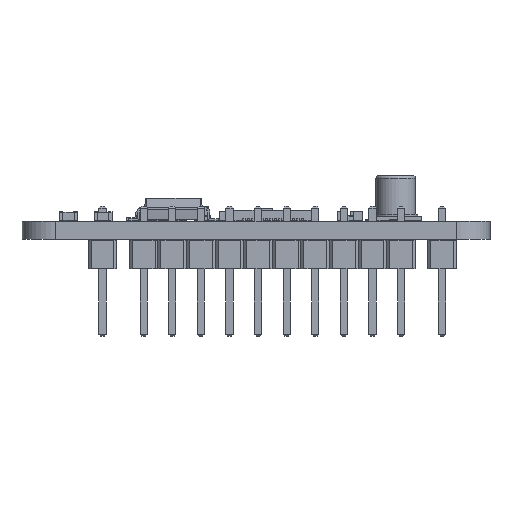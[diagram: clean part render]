
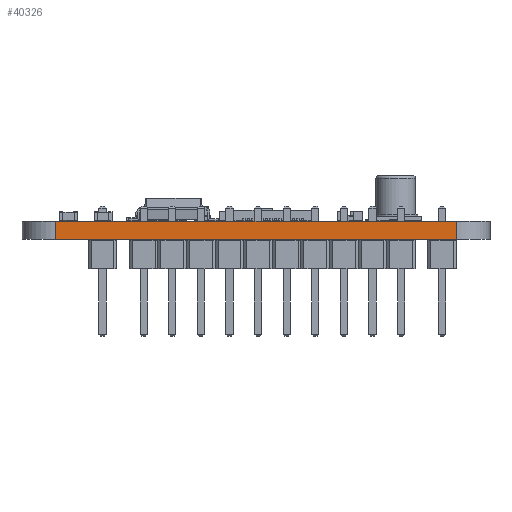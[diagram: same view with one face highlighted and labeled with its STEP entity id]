
A CAD part, left-side view. The second image highlights one B-rep face of the part: STEP entity #40326.
In plain terms, the highlighted planar face has unit normal (-1, 0, 0).
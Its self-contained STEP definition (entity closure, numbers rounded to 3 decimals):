
#39134 = VERTEX_POINT('',#39135);
#39135 = CARTESIAN_POINT('',(118.001,-88.903,0.));
#39142 = EDGE_CURVE('',#39134,#39143,#39145,.T.);
#39143 = VERTEX_POINT('',#39144);
#39144 = CARTESIAN_POINT('',(118.001,-53.35,0.));
#39145 = LINE('',#39146,#39147);
#39146 = CARTESIAN_POINT('',(118.001,-88.903,0.));
#39147 = VECTOR('',#39148,1.);
#39148 = DIRECTION('',(0.,1.,0.));
#39725 = VERTEX_POINT('',#39726);
#39726 = CARTESIAN_POINT('',(118.001,-88.903,1.6));
#39733 = EDGE_CURVE('',#39725,#39734,#39736,.T.);
#39734 = VERTEX_POINT('',#39735);
#39735 = CARTESIAN_POINT('',(118.001,-53.35,1.6));
#39736 = LINE('',#39737,#39738);
#39737 = CARTESIAN_POINT('',(118.001,-88.903,1.6));
#39738 = VECTOR('',#39739,1.);
#39739 = DIRECTION('',(0.,1.,0.));
#40296 = EDGE_CURVE('',#39143,#39734,#40297,.T.);
#40297 = LINE('',#40298,#40299);
#40298 = CARTESIAN_POINT('',(118.001,-53.35,0.));
#40299 = VECTOR('',#40300,1.);
#40300 = DIRECTION('',(0.,0.,1.));
#40326 = ADVANCED_FACE('',(#40327),#40338,.T.);
#40327 = FACE_BOUND('',#40328,.T.);
#40328 = EDGE_LOOP('',(#40329,#40335,#40336,#40337));
#40329 = ORIENTED_EDGE('',*,*,#40330,.T.);
#40330 = EDGE_CURVE('',#39134,#39725,#40331,.T.);
#40331 = LINE('',#40332,#40333);
#40332 = CARTESIAN_POINT('',(118.001,-88.903,0.));
#40333 = VECTOR('',#40334,1.);
#40334 = DIRECTION('',(0.,0.,1.));
#40335 = ORIENTED_EDGE('',*,*,#39733,.T.);
#40336 = ORIENTED_EDGE('',*,*,#40296,.F.);
#40337 = ORIENTED_EDGE('',*,*,#39142,.F.);
#40338 = PLANE('',#40339);
#40339 = AXIS2_PLACEMENT_3D('',#40340,#40341,#40342);
#40340 = CARTESIAN_POINT('',(118.001,-88.903,0.));
#40341 = DIRECTION('',(-1.,0.,0.));
#40342 = DIRECTION('',(0.,1.,0.));
